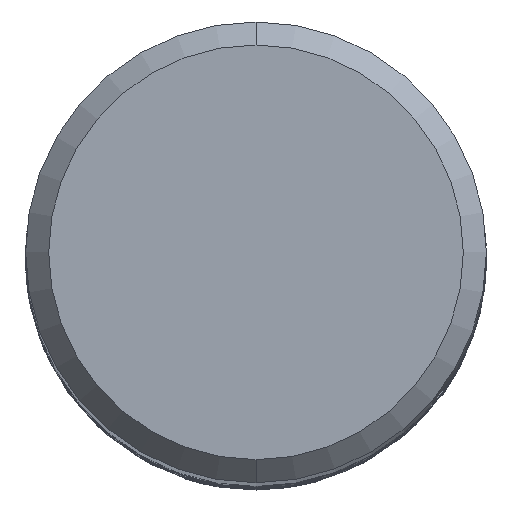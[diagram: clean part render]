
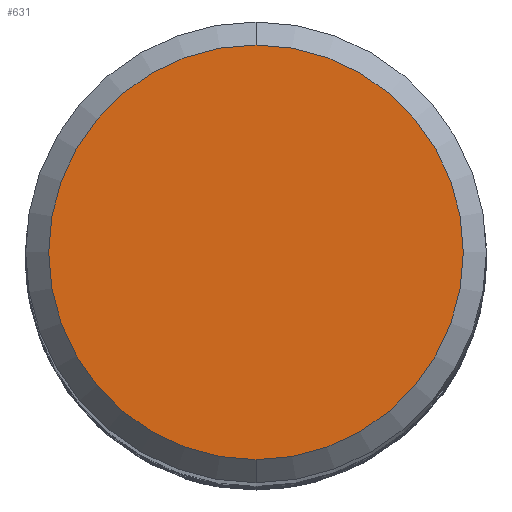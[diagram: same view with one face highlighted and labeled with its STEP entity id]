
A CAD part, top view. The second image highlights one B-rep face of the part: STEP entity #631.
In plain terms, the highlighted planar face has unit normal (0, 0, 1).
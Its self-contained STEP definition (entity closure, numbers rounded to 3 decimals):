
#631=ADVANCED_FACE('',(#1807),#1808,.T.);
#757=EDGE_CURVE('',#1167,#1163,#1946,.T.);
#1163=VERTEX_POINT('',#2387);
#1167=VERTEX_POINT('',#2391);
#1737=EDGE_CURVE('',#1163,#1167,#3018,.T.);
#1807=FACE_OUTER_BOUND('',#3478,.T.);
#1808=PLANE('',#3479);
#1946=CIRCLE('',#5272,5.4);
#2387=CARTESIAN_POINT('',(0.,-5.4,0.0));
#2391=CARTESIAN_POINT('',(0.0,5.4,0.0));
#3018=CIRCLE('',#17164,5.4);
#3478=EDGE_LOOP('',(#17477,#17478));
#3479=AXIS2_PLACEMENT_3D('',#17479,#17480,#17481);
#5272=AXIS2_PLACEMENT_3D('',#17613,#17614,#17615);
#17164=AXIS2_PLACEMENT_3D('',#18769,#18770,#18771);
#17477=ORIENTED_EDGE('',*,*,#757,.F.);
#17478=ORIENTED_EDGE('',*,*,#1737,.F.);
#17479=CARTESIAN_POINT('',(0.0,2.7,0.0));
#17480=DIRECTION('',(-0.0,0.0,1.0));
#17481=DIRECTION('',(0.0,-1.0,0.0));
#17613=CARTESIAN_POINT('',(0.0,0.0,0.0));
#17614=DIRECTION('',(0.0,0.0,-1.0));
#17615=DIRECTION('',(0.0,1.0,0.0));
#18769=CARTESIAN_POINT('',(0.0,0.0,0.0));
#18770=DIRECTION('',(0.0,0.0,-1.0));
#18771=DIRECTION('',(0.0,1.0,0.0));
